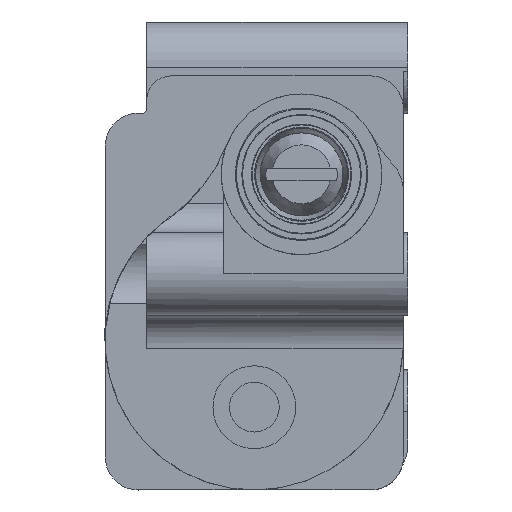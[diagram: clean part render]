
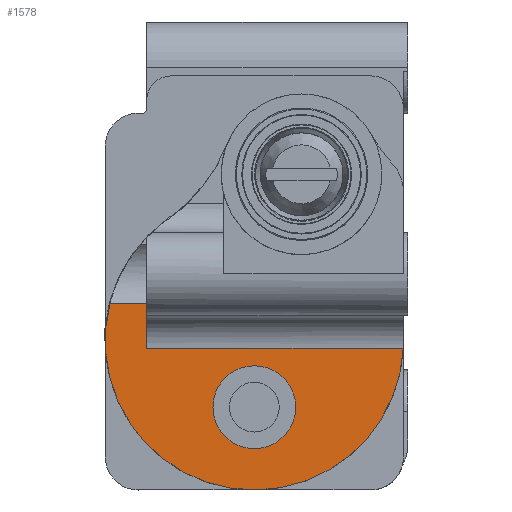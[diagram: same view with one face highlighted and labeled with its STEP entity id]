
A CAD part, left-side view. The second image highlights one B-rep face of the part: STEP entity #1578.
In plain terms, the highlighted planar face has unit normal (-1, 0, 0).
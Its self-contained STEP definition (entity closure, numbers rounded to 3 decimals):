
#165 = LINE ( 'NONE', #1077, #4560 ) ;
#282 = VERTEX_POINT ( 'NONE', #878 ) ;
#318 = EDGE_CURVE ( 'NONE', #1606, #2027, #3458, .T. ) ;
#599 = EDGE_CURVE ( 'NONE', #282, #2027, #3977, .T. ) ;
#603 = DIRECTION ( 'NONE',  ( 0., 0., -1. ) ) ;
#658 = AXIS2_PLACEMENT_3D ( 'NONE', #909, #2797, #4701 ) ;
#768 = EDGE_CURVE ( 'NONE', #282, #5675, #165, .T. ) ;
#878 = CARTESIAN_POINT ( 'NONE',  ( -69.775, -56.647, -7.061 ) ) ;
#908 = CARTESIAN_POINT ( 'NONE',  ( -69.775, -69.647, -11.579 ) ) ;
#909 = CARTESIAN_POINT ( 'NONE',  ( -69.775, -69.647, 2.421 ) ) ;
#1077 = CARTESIAN_POINT ( 'NONE',  ( -69.775, -56.647, -4.579 ) ) ;
#1276 = DIRECTION ( 'NONE',  ( 0., 1., 0. ) ) ;
#1489 = CARTESIAN_POINT ( 'NONE',  ( -69.775, -52.223, -7.061 ) ) ;
#1578 = ADVANCED_FACE ( 'NONE', ( #5578, #5200 ), #5172, .T. ) ;
#1606 = VERTEX_POINT ( 'NONE', #2486 ) ;
#1896 = EDGE_CURVE ( 'NONE', #2850, #2850, #3641, .T. ) ;
#2027 = VERTEX_POINT ( 'NONE', #1489 ) ;
#2102 = VECTOR ( 'NONE', #1276, 1000. ) ;
#2254 = DIRECTION ( 'NONE',  ( 0., 0., 1. ) ) ;
#2381 = CARTESIAN_POINT ( 'NONE',  ( -69.775, -56.647, -12.476 ) ) ;
#2448 = ORIENTED_EDGE ( 'NONE', *, *, #768, .F. ) ;
#2461 = AXIS2_PLACEMENT_3D ( 'NONE', #908, #2795, #5577 ) ;
#2486 = CARTESIAN_POINT ( 'NONE',  ( -69.775, -87.625, -12.476 ) ) ;
#2710 = ORIENTED_EDGE ( 'NONE', *, *, #318, .F. ) ;
#2795 = DIRECTION ( 'NONE',  ( 1., 0., 0. ) ) ;
#2797 = DIRECTION ( 'NONE',  ( -1., 0., 0. ) ) ;
#2847 = EDGE_LOOP ( 'NONE', ( #3039, #2710, #4559, #2448 ) ) ;
#2850 = VERTEX_POINT ( 'NONE', #5187 ) ;
#3039 = ORIENTED_EDGE ( 'NONE', *, *, #599, .T. ) ;
#3214 = CARTESIAN_POINT ( 'NONE',  ( -69.775, -51.647, -7.061 ) ) ;
#3458 = CIRCLE ( 'NONE', #2461, 18. ) ;
#3479 = DIRECTION ( 'NONE',  ( 0., 1., 0. ) ) ;
#3641 = CIRCLE ( 'NONE', #4639, 4.5 ) ;
#3690 = CARTESIAN_POINT ( 'NONE',  ( -69.775, -69.647, -19.579 ) ) ;
#3977 = LINE ( 'NONE', #3214, #6154 ) ;
#4065 = EDGE_CURVE ( 'NONE', #1606, #5675, #4578, .T. ) ;
#4196 = DIRECTION ( 'NONE',  ( 1., 0., 0. ) ) ;
#4199 = EDGE_LOOP ( 'NONE', ( #5221 ) ) ;
#4559 = ORIENTED_EDGE ( 'NONE', *, *, #4065, .T. ) ;
#4560 = VECTOR ( 'NONE', #603, 1000. ) ;
#4578 = LINE ( 'NONE', #5543, #2102 ) ;
#4639 = AXIS2_PLACEMENT_3D ( 'NONE', #3690, #4196, #2254 ) ;
#4701 = DIRECTION ( 'NONE',  ( 0., 0., 1. ) ) ;
#5172 = PLANE ( 'NONE',  #658 ) ;
#5187 = CARTESIAN_POINT ( 'NONE',  ( -69.775, -69.647, -15.079 ) ) ;
#5200 = FACE_OUTER_BOUND ( 'NONE', #2847, .T. ) ;
#5221 = ORIENTED_EDGE ( 'NONE', *, *, #1896, .T. ) ;
#5543 = CARTESIAN_POINT ( 'NONE',  ( -69.775, -4.066, -12.476 ) ) ;
#5577 = DIRECTION ( 'NONE',  ( 0., 0., 1. ) ) ;
#5578 = FACE_BOUND ( 'NONE', #4199, .T. ) ;
#5675 = VERTEX_POINT ( 'NONE', #2381 ) ;
#6154 = VECTOR ( 'NONE', #3479, 1000. ) ;
